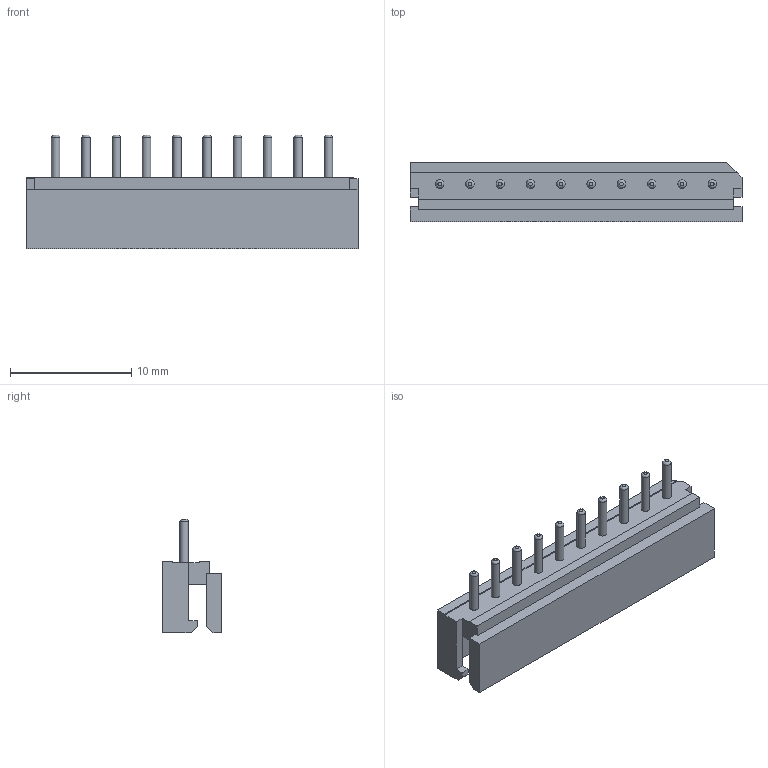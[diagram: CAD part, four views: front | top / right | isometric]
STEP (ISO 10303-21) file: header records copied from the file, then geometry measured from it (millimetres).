
FILE_DESCRIPTION(/* description */ (''),/* implementation_level */ '2;1');
FILE_NAME(/* name */ '22035105wbm000_01_214.stp',/* time_stamp */ '2022-03-11T18:12:25+06:00',/* author */ (''),/* organization */ (''),/* preprocessor_version */ 'ST-DEVELOPER v16.7',/* originating_system */ 'SIEMENS PLM Software NX 1919',/* authorisation */ '');
FILE_SCHEMA (('AUTOMOTIVE_DESIGN { 1 0 10303 214 3 1 1 1 }'));
Length unit declared in the file: millimetre
Products named in the file (1): 22035105wbm000_01
Bounding box: 27.4 x 4.9 x 9.4 mm (x, y, z)
Volume: 416.4 mm3; surface area: 1024 mm2
Topology: 1 solids, 1 shells, 120 faces, 298 edges, 200 vertices
Faces by surface type: plane 90, cylinder 20, bspline 10
Full cylindrical faces by diameter (mm): 0.7 x20
Entity records: 3468 total; most frequent: CARTESIAN_POINT 819, DIRECTION 520, ORIENTED_EDGE 496, EDGE_CURVE 248, LINE 198, VECTOR 198, VERTEX_POINT 180, EDGE_LOOP 170
